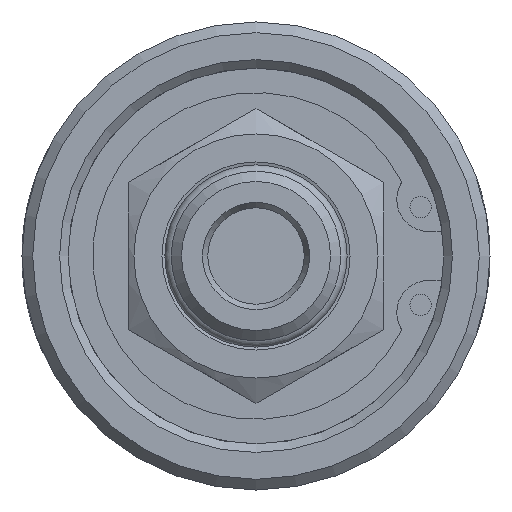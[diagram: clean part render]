
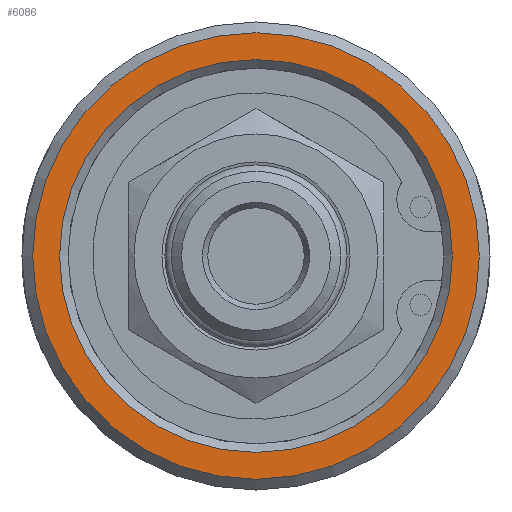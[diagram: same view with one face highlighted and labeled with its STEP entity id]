
A CAD part, left-side view. The second image highlights one B-rep face of the part: STEP entity #6086.
In plain terms, the highlighted planar face has unit normal (-1, 0, 0).
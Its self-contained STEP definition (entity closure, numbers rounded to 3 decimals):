
#1326=FACE_BOUND('',#1891,.T.);
#1383=PLANE('',#6538);
#1524=FACE_OUTER_BOUND('',#1890,.T.);
#1890=EDGE_LOOP('',(#4282));
#1891=EDGE_LOOP('',(#4283));
#2313=CIRCLE('',#6537,18.34);
#2314=CIRCLE('',#6539,20.85);
#2569=VERTEX_POINT('',#8520);
#2570=VERTEX_POINT('',#8524);
#3240=EDGE_CURVE('',#2569,#2569,#2313,.T.);
#3241=EDGE_CURVE('',#2570,#2570,#2314,.T.);
#4282=ORIENTED_EDGE('',*,*,#3241,.F.);
#4283=ORIENTED_EDGE('',*,*,#3240,.F.);
#6086=ADVANCED_FACE('',(#1524,#1326),#1383,.T.);
#6537=AXIS2_PLACEMENT_3D('',#8522,#7166,#7167);
#6538=AXIS2_PLACEMENT_3D('',#8523,#7168,#7169);
#6539=AXIS2_PLACEMENT_3D('',#8525,#7170,#7171);
#7166=DIRECTION('center_axis',(-1.,0.,0.));
#7167=DIRECTION('ref_axis',(0.,-1.,0.));
#7168=DIRECTION('center_axis',(-1.,0.,0.));
#7169=DIRECTION('ref_axis',(0.,0.,1.));
#7170=DIRECTION('center_axis',(1.,0.,0.));
#7171=DIRECTION('ref_axis',(0.,-1.,0.));
#8520=CARTESIAN_POINT('',(0.,18.34,0.));
#8522=CARTESIAN_POINT('Origin',(0.,0.,0.));
#8523=CARTESIAN_POINT('Origin',(0.,10.925,0.));
#8524=CARTESIAN_POINT('',(0.,20.85,0.));
#8525=CARTESIAN_POINT('Origin',(0.,0.,0.));
